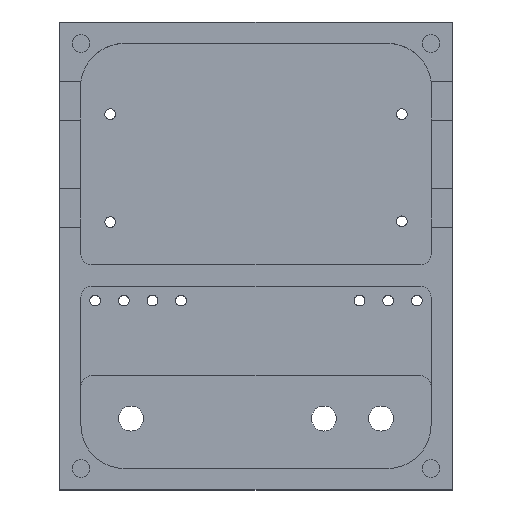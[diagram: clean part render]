
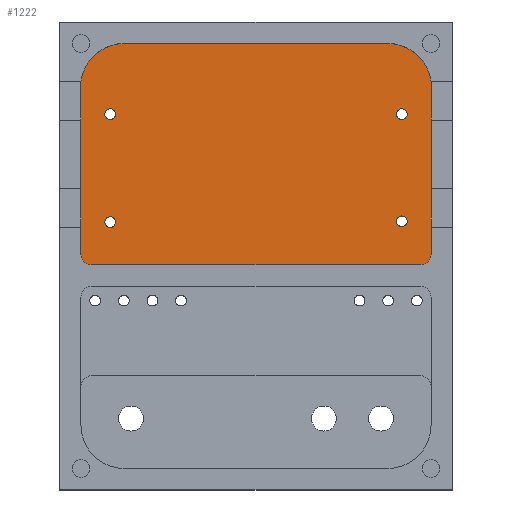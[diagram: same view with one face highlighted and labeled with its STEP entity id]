
A CAD part, top view. The second image highlights one B-rep face of the part: STEP entity #1222.
In plain terms, the highlighted planar face has unit normal (0, 0, 1).
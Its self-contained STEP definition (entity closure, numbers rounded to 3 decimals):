
#25=FACE_BOUND('',#412,.T.);
#26=FACE_BOUND('',#413,.T.);
#27=FACE_BOUND('',#414,.T.);
#28=FACE_BOUND('',#415,.T.);
#83=LINE('',#1919,#199);
#84=LINE('',#1923,#200);
#85=LINE('',#1927,#201);
#86=LINE('',#1930,#202);
#199=VECTOR('',#1575,10.);
#200=VECTOR('',#1578,10.);
#201=VECTOR('',#1581,10.);
#202=VECTOR('',#1584,10.);
#336=FACE_OUTER_BOUND('',#411,.T.);
#411=EDGE_LOOP('',(#935,#936,#937,#938,#939,#940,#941,#942));
#412=EDGE_LOOP('',(#943));
#413=EDGE_LOOP('',(#944));
#414=EDGE_LOOP('',(#945));
#415=EDGE_LOOP('',(#946));
#506=CIRCLE('',#1333,0.75);
#508=CIRCLE('',#1336,0.75);
#510=CIRCLE('',#1339,0.75);
#512=CIRCLE('',#1342,0.75);
#513=CIRCLE('',#1344,6.138);
#514=CIRCLE('',#1345,6.138);
#515=CIRCLE('',#1346,1.5);
#516=CIRCLE('',#1347,1.5);
#574=VERTEX_POINT('',#1893);
#576=VERTEX_POINT('',#1899);
#578=VERTEX_POINT('',#1905);
#580=VERTEX_POINT('',#1911);
#581=VERTEX_POINT('',#1915);
#582=VERTEX_POINT('',#1916);
#583=VERTEX_POINT('',#1918);
#584=VERTEX_POINT('',#1920);
#585=VERTEX_POINT('',#1922);
#586=VERTEX_POINT('',#1924);
#587=VERTEX_POINT('',#1926);
#588=VERTEX_POINT('',#1928);
#708=EDGE_CURVE('',#574,#574,#506,.T.);
#711=EDGE_CURVE('',#576,#576,#508,.T.);
#714=EDGE_CURVE('',#578,#578,#510,.T.);
#717=EDGE_CURVE('',#580,#580,#512,.T.);
#718=EDGE_CURVE('',#581,#582,#513,.T.);
#719=EDGE_CURVE('',#583,#581,#83,.T.);
#720=EDGE_CURVE('',#584,#583,#514,.T.);
#721=EDGE_CURVE('',#585,#584,#84,.T.);
#722=EDGE_CURVE('',#586,#585,#515,.T.);
#723=EDGE_CURVE('',#587,#586,#85,.T.);
#724=EDGE_CURVE('',#588,#587,#516,.T.);
#725=EDGE_CURVE('',#582,#588,#86,.T.);
#935=ORIENTED_EDGE('',*,*,#718,.F.);
#936=ORIENTED_EDGE('',*,*,#719,.F.);
#937=ORIENTED_EDGE('',*,*,#720,.F.);
#938=ORIENTED_EDGE('',*,*,#721,.F.);
#939=ORIENTED_EDGE('',*,*,#722,.F.);
#940=ORIENTED_EDGE('',*,*,#723,.F.);
#941=ORIENTED_EDGE('',*,*,#724,.F.);
#942=ORIENTED_EDGE('',*,*,#725,.F.);
#943=ORIENTED_EDGE('',*,*,#717,.T.);
#944=ORIENTED_EDGE('',*,*,#714,.T.);
#945=ORIENTED_EDGE('',*,*,#711,.T.);
#946=ORIENTED_EDGE('',*,*,#708,.T.);
#1167=PLANE('',#1343);
#1222=ADVANCED_FACE('',(#336,#25,#26,#27,#28),#1167,.T.);
#1333=AXIS2_PLACEMENT_3D('',#1895,#1548,#1549);
#1336=AXIS2_PLACEMENT_3D('',#1901,#1555,#1556);
#1339=AXIS2_PLACEMENT_3D('',#1907,#1562,#1563);
#1342=AXIS2_PLACEMENT_3D('',#1913,#1569,#1570);
#1343=AXIS2_PLACEMENT_3D('',#1914,#1571,#1572);
#1344=AXIS2_PLACEMENT_3D('',#1917,#1573,#1574);
#1345=AXIS2_PLACEMENT_3D('',#1921,#1576,#1577);
#1346=AXIS2_PLACEMENT_3D('',#1925,#1579,#1580);
#1347=AXIS2_PLACEMENT_3D('',#1929,#1582,#1583);
#1548=DIRECTION('center_axis',(0.,0.,-1.));
#1549=DIRECTION('ref_axis',(1.,0.,0.));
#1555=DIRECTION('center_axis',(0.,0.,-1.));
#1556=DIRECTION('ref_axis',(1.,0.,0.));
#1562=DIRECTION('center_axis',(0.,0.,-1.));
#1563=DIRECTION('ref_axis',(1.,0.,0.));
#1569=DIRECTION('center_axis',(0.,0.,-1.));
#1570=DIRECTION('ref_axis',(1.,0.,0.));
#1571=DIRECTION('center_axis',(0.,0.,1.));
#1572=DIRECTION('ref_axis',(1.,0.,0.));
#1573=DIRECTION('center_axis',(0.,0.,-1.));
#1574=DIRECTION('ref_axis',(1.,0.,0.));
#1575=DIRECTION('',(1.,0.,0.));
#1576=DIRECTION('center_axis',(0.,0.,-1.));
#1577=DIRECTION('ref_axis',(1.,0.,0.));
#1578=DIRECTION('',(0.,1.,0.));
#1579=DIRECTION('center_axis',(0.,0.,-1.));
#1580=DIRECTION('ref_axis',(1.,0.,0.));
#1581=DIRECTION('',(-1.,0.,0.));
#1582=DIRECTION('center_axis',(0.,0.,-1.));
#1583=DIRECTION('ref_axis',(1.,0.,0.));
#1584=DIRECTION('',(0.,-1.,0.));
#1893=CARTESIAN_POINT('',(47.15,37.6,-2.5));
#1895=CARTESIAN_POINT('Origin',(47.9,37.6,-2.5));
#1899=CARTESIAN_POINT('',(6.35,37.5,-2.5));
#1901=CARTESIAN_POINT('Origin',(7.1,37.5,-2.5));
#1905=CARTESIAN_POINT('',(47.15,52.6,-2.5));
#1907=CARTESIAN_POINT('Origin',(47.9,52.6,-2.5));
#1911=CARTESIAN_POINT('',(6.35,52.6,-2.5));
#1913=CARTESIAN_POINT('Origin',(7.1,52.6,-2.5));
#1914=CARTESIAN_POINT('Origin',(27.5,47.,-2.5));
#1915=CARTESIAN_POINT('',(45.922,62.5,-2.5));
#1916=CARTESIAN_POINT('',(52.,57.22,-2.5));
#1917=CARTESIAN_POINT('Origin',(45.922,56.362,-2.5));
#1918=CARTESIAN_POINT('',(9.078,62.5,-2.5));
#1919=CARTESIAN_POINT('',(36.711,62.5,-2.5));
#1920=CARTESIAN_POINT('',(3.,57.22,-2.5));
#1921=CARTESIAN_POINT('Origin',(9.078,56.362,-2.5));
#1922=CARTESIAN_POINT('',(3.,33.,-2.5));
#1923=CARTESIAN_POINT('',(3.,49.39,-2.5));
#1924=CARTESIAN_POINT('',(4.5,31.5,-2.5));
#1925=CARTESIAN_POINT('Origin',(4.5,33.,-2.5));
#1926=CARTESIAN_POINT('',(50.5,31.5,-2.5));
#1927=CARTESIAN_POINT('',(16.,31.5,-2.5));
#1928=CARTESIAN_POINT('',(52.,33.,-2.5));
#1929=CARTESIAN_POINT('Origin',(50.5,33.,-2.5));
#1930=CARTESIAN_POINT('',(52.,40.,-2.5));
